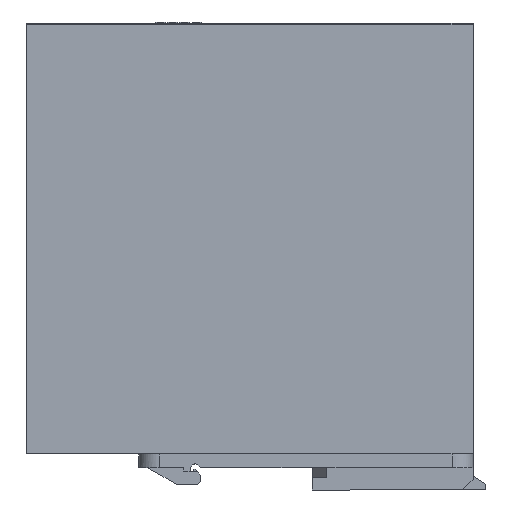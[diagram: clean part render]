
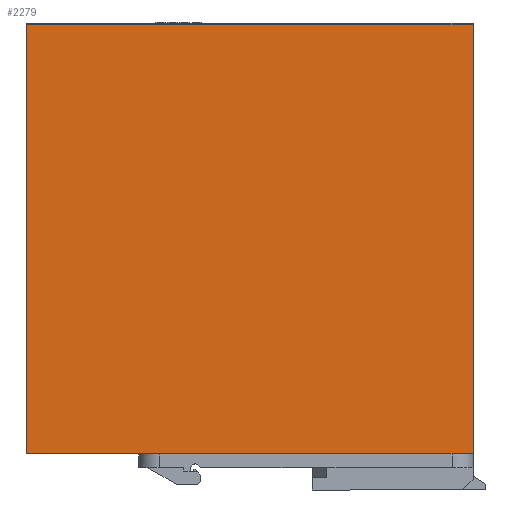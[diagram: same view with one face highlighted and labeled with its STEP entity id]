
A CAD part, left-side view. The second image highlights one B-rep face of the part: STEP entity #2279.
In plain terms, the highlighted planar face has unit normal (-1, 0, 0).
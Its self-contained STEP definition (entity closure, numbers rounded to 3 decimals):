
#2266=AXIS2_PLACEMENT_3D('Plane Axis2P3D',#2263,#2264,#2265) ;
#50=CARTESIAN_POINT('Vertex',(0.,133.7,135.5)) ;
#53=CARTESIAN_POINT('Line Origine',(0.,68.7,135.5)) ;
#57=CARTESIAN_POINT('Vertex',(0.,3.7,135.5)) ;
#392=CARTESIAN_POINT('Line Origine',(0.,133.7,73.)) ;
#396=CARTESIAN_POINT('Vertex',(0.,133.7,10.5)) ;
#2199=CARTESIAN_POINT('Vertex',(0.,3.7,10.5)) ;
#2202=CARTESIAN_POINT('Line Origine',(0.,68.7,10.5)) ;
#2263=CARTESIAN_POINT('Axis2P3D Location',(0.,68.7,12.5)) ;
#2268=CARTESIAN_POINT('Line Origine',(0.,3.7,73.)) ;
#54=DIRECTION('Vector Direction',(0.,-1.,0.)) ;
#393=DIRECTION('Vector Direction',(0.,0.,-1.)) ;
#2203=DIRECTION('Vector Direction',(0.,1.,0.)) ;
#2264=DIRECTION('Axis2P3D Direction',(-1.,0.,0.)) ;
#2265=DIRECTION('Axis2P3D XDirection',(0.,-1.,0.)) ;
#2269=DIRECTION('Vector Direction',(0.,0.,1.)) ;
#55=VECTOR('Line Direction',#54,1.) ;
#394=VECTOR('Line Direction',#393,1.) ;
#2204=VECTOR('Line Direction',#2203,1.) ;
#2270=VECTOR('Line Direction',#2269,1.) ;
#2274=ORIENTED_EDGE('',*,*,#2272,.T.) ;
#2275=ORIENTED_EDGE('',*,*,#59,.T.) ;
#2276=ORIENTED_EDGE('',*,*,#398,.T.) ;
#2277=ORIENTED_EDGE('',*,*,#2206,.T.) ;
#2279=ADVANCED_FACE('STROMVERSORGUNG',(#2278),#2267,.T.) ;
#59=EDGE_CURVE('',#58,#51,#56,.F.) ;
#398=EDGE_CURVE('',#51,#397,#395,.T.) ;
#2206=EDGE_CURVE('',#397,#2200,#2205,.F.) ;
#2272=EDGE_CURVE('',#2200,#58,#2271,.T.) ;
#2273=EDGE_LOOP('',(#2274,#2275,#2276,#2277)) ;
#2278=FACE_OUTER_BOUND('',#2273,.T.) ;
#56=LINE('Line',#53,#55) ;
#395=LINE('Line',#392,#394) ;
#2205=LINE('Line',#2202,#2204) ;
#2271=LINE('Line',#2268,#2270) ;
#2267=PLANE('',#2266) ;
#51=VERTEX_POINT('',#50) ;
#58=VERTEX_POINT('',#57) ;
#397=VERTEX_POINT('',#396) ;
#2200=VERTEX_POINT('',#2199) ;
